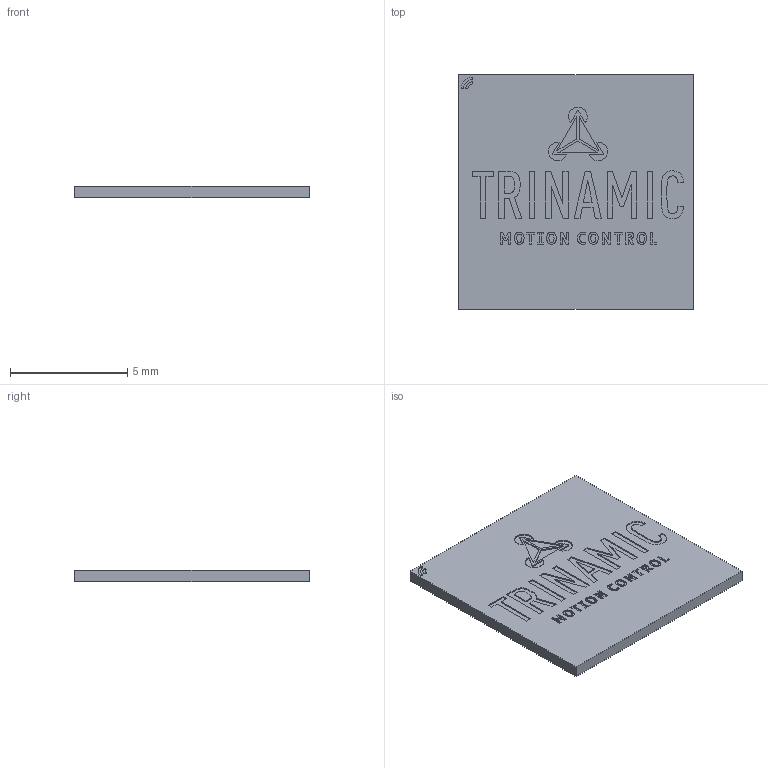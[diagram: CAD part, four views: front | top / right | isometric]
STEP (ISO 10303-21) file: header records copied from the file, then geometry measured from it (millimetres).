
FILE_DESCRIPTION(/* description */ (''),/* implementation_level */ '2;1');
FILE_NAME(/* name */ 'trinamic chip 10x10mm.step',/* time_stamp */ '2018-09-26T14:52:21+03:00',/* author */ (''),/* organization */ (''),/* preprocessor_version */ 'ST-DEVELOPER v17.2',/* originating_system */ 'Autodesk Translation Framework v7.6.0.251',/* authorisation */ '');
FILE_SCHEMA (('AUTOMOTIVE_DESIGN { 1 0 10303 214 3 1 1 }'));
Length unit declared in the file: millimetre
Products named in the file (1): (Unsaved)
Bounding box: 10 x 10 x 0.5 mm (x, y, z)
Volume: 49.5 mm3; surface area: 225.6 mm2
Topology: 1 solids, 1 shells, 361 faces, 969 edges, 646 vertices
Faces by surface type: plane 200, bspline 153, cylinder 8
Entity records: 12060 total; most frequent: CARTESIAN_POINT 3654, ORIENTED_EDGE 1938, DIRECTION 1305, EDGE_CURVE 969, LINE 647, VECTOR 647, VERTEX_POINT 646, EDGE_LOOP 397
